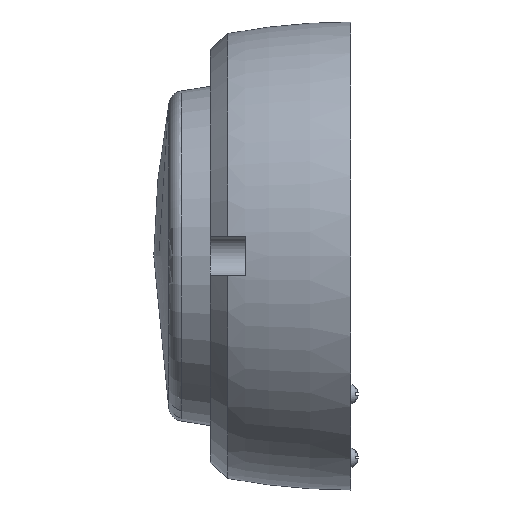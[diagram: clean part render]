
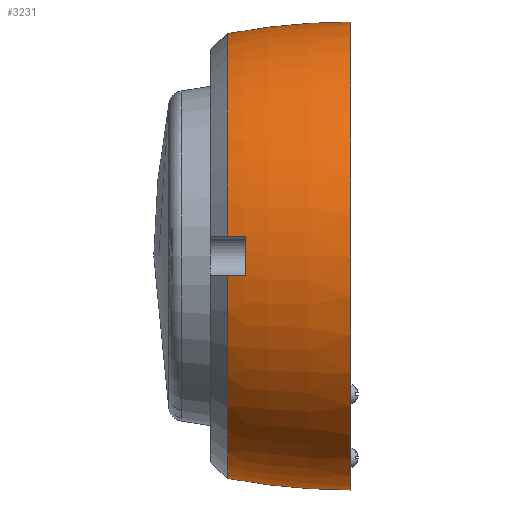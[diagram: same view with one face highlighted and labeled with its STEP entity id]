
A CAD part, left-side view. The second image highlights one B-rep face of the part: STEP entity #3231.
In plain terms, the highlighted toroidal (fillet/blend) face has major radius 86.654 mm and minor radius 134.154 mm.
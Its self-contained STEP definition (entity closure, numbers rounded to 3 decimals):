
#3 = ORIENTED_EDGE ( 'NONE', *, *, #339, .T. ) ;
#89 = CARTESIAN_POINT ( 'NONE',  ( -90.197, 23.801, 4. ) ) ;
#114 = VERTEX_POINT ( 'NONE', #3104 ) ;
#217 = DIRECTION ( 'NONE',  ( 0., 0., -1. ) ) ;
#267 = EDGE_CURVE ( 'NONE', #746, #767, #3889, .T. ) ;
#339 = EDGE_CURVE ( 'NONE', #4136, #114, #1415, .T. ) ;
#381 = AXIS2_PLACEMENT_3D ( 'NONE', #1151, #4060, #1580 ) ;
#393 = CARTESIAN_POINT ( 'NONE',  ( -90.087, 24.401, 4. ) ) ;
#446 = CARTESIAN_POINT ( 'NONE',  ( -89.972, 25., 4. ) ) ;
#504 = DIRECTION ( 'NONE',  ( -1., 0., 0. ) ) ;
#544 = VERTEX_POINT ( 'NONE', #2548 ) ;
#570 = EDGE_CURVE ( 'NONE', #2726, #2110, #2744, .T. ) ;
#595 = EDGE_CURVE ( 'NONE', #2726, #544, #1428, .T. ) ;
#605 = EDGE_CURVE ( 'NONE', #954, #767, #1745, .T. ) ;
#631 = EDGE_CURVE ( 'NONE', #4136, #954, #3451, .T. ) ;
#710 = EDGE_CURVE ( 'NONE', #114, #2110, #3792, .T. ) ;
#746 = VERTEX_POINT ( 'NONE', #4009 ) ;
#767 = VERTEX_POINT ( 'NONE', #3369 ) ;
#823 = CARTESIAN_POINT ( 'NONE',  ( -90.197, 23.799, -4. ) ) ;
#835 = CARTESIAN_POINT ( 'NONE',  ( -90.087, 24.401, -4. ) ) ;
#849 = ORIENTED_EDGE ( 'NONE', *, *, #1159, .T. ) ;
#943 = AXIS2_PLACEMENT_3D ( 'NONE', #1629, #4116, #2891 ) ;
#954 = VERTEX_POINT ( 'NONE', #2815 ) ;
#1108 = ORIENTED_EDGE ( 'NONE', *, *, #710, .T. ) ;
#1123 = CARTESIAN_POINT ( 'NONE',  ( -90.607, 21.4, -4. ) ) ;
#1151 = CARTESIAN_POINT ( 'NONE',  ( -45., 25., 0. ) ) ;
#1159 = EDGE_CURVE ( 'NONE', #544, #746, #3448, .T. ) ;
#1201 = CARTESIAN_POINT ( 'NONE',  ( -45., 0., 86.654 ) ) ;
#1245 = TOROIDAL_SURFACE ( 'NONE', #943, -86.654, 134.154 ) ;
#1307 = CARTESIAN_POINT ( 'NONE',  ( -89.972, 25., -4. ) ) ;
#1415 = CIRCLE ( 'NONE', #4845, 45.15 ) ;
#1428 = B_SPLINE_CURVE_WITH_KNOTS ( 'NONE', 3,
 ( #1123, #3131, #2994, #823, #835, #1307 ),
 .UNSPECIFIED., .F., .F.,
 ( 4, 2, 4 ),
 ( 0.453, 0.455, 0.457 ),
 .UNSPECIFIED. ) ;
#1502 = DIRECTION ( 'NONE',  ( 0., 0., -1. ) ) ;
#1510 = DIRECTION ( 'NONE',  ( 0., -1., 0. ) ) ;
#1565 = CARTESIAN_POINT ( 'NONE',  ( -45., 25., 0. ) ) ;
#1580 = DIRECTION ( 'NONE',  ( 0., 0., -1. ) ) ;
#1629 = CARTESIAN_POINT ( 'NONE',  ( -45., 0., 0. ) ) ;
#1745 = CIRCLE ( 'NONE', #4510, 47.5 ) ;
#1774 = EDGE_LOOP ( 'NONE', ( #2940, #5066, #849, #1961, #5182, #2086, #3, #1108 ) ) ;
#1961 = ORIENTED_EDGE ( 'NONE', *, *, #267, .T. ) ;
#2086 = ORIENTED_EDGE ( 'NONE', *, *, #631, .F. ) ;
#2110 = VERTEX_POINT ( 'NONE', #4076 ) ;
#2415 = AXIS2_PLACEMENT_3D ( 'NONE', #1201, #504, #217 ) ;
#2548 = CARTESIAN_POINT ( 'NONE',  ( -89.972, 25., -4. ) ) ;
#2592 = DIRECTION ( 'NONE',  ( 0., 0., 1. ) ) ;
#2726 = VERTEX_POINT ( 'NONE', #4499 ) ;
#2744 = CIRCLE ( 'NONE', #4226, 45.782 ) ;
#2815 = CARTESIAN_POINT ( 'NONE',  ( -45., 0., 47.5 ) ) ;
#2876 = DIRECTION ( 'NONE',  ( 0., 0., 1. ) ) ;
#2891 = DIRECTION ( 'NONE',  ( 0., 0., -1. ) ) ;
#2940 = ORIENTED_EDGE ( 'NONE', *, *, #570, .F. ) ;
#2994 = CARTESIAN_POINT ( 'NONE',  ( -90.408, 22.6, -4. ) ) ;
#3104 = CARTESIAN_POINT ( 'NONE',  ( -89.972, 25., 4. ) ) ;
#3118 = DIRECTION ( 'NONE',  ( 1., 0., 0. ) ) ;
#3131 = CARTESIAN_POINT ( 'NONE',  ( -90.51, 22., -4. ) ) ;
#3230 = CARTESIAN_POINT ( 'NONE',  ( -45., 0., -86.654 ) ) ;
#3231 = ADVANCED_FACE ( 'NONE', ( #3356 ), #1245, .T. ) ;
#3338 = CARTESIAN_POINT ( 'NONE',  ( -45., 21.4, 0. ) ) ;
#3356 = FACE_OUTER_BOUND ( 'NONE', #1774, .T. ) ;
#3369 = CARTESIAN_POINT ( 'NONE',  ( -45., 0., -47.5 ) ) ;
#3448 = CIRCLE ( 'NONE', #381, 45.15 ) ;
#3451 = CIRCLE ( 'NONE', #5001, 134.154 ) ;
#3792 = B_SPLINE_CURVE_WITH_KNOTS ( 'NONE', 3,
 ( #446, #393, #89, #4588, #4570, #4355 ),
 .UNSPECIFIED., .F., .F.,
 ( 4, 2, 4 ),
 ( 0.453, 0.455, 0.457 ),
 .UNSPECIFIED. ) ;
#3889 = CIRCLE ( 'NONE', #2415, 134.154 ) ;
#4009 = CARTESIAN_POINT ( 'NONE',  ( -45., 25., -45.15 ) ) ;
#4060 = DIRECTION ( 'NONE',  ( 0., -1., 0. ) ) ;
#4076 = CARTESIAN_POINT ( 'NONE',  ( -90.607, 21.4, 4. ) ) ;
#4116 = DIRECTION ( 'NONE',  ( 0., -1., 0. ) ) ;
#4136 = VERTEX_POINT ( 'NONE', #5236 ) ;
#4226 = AXIS2_PLACEMENT_3D ( 'NONE', #3338, #4876, #2592 ) ;
#4355 = CARTESIAN_POINT ( 'NONE',  ( -90.607, 21.4, 4. ) ) ;
#4499 = CARTESIAN_POINT ( 'NONE',  ( -90.607, 21.4, -4. ) ) ;
#4510 = AXIS2_PLACEMENT_3D ( 'NONE', #4846, #4632, #4593 ) ;
#4570 = CARTESIAN_POINT ( 'NONE',  ( -90.51, 22., 4. ) ) ;
#4588 = CARTESIAN_POINT ( 'NONE',  ( -90.408, 22.601, 4. ) ) ;
#4593 = DIRECTION ( 'NONE',  ( 0., 0., -1. ) ) ;
#4632 = DIRECTION ( 'NONE',  ( 0., -1., 0. ) ) ;
#4845 = AXIS2_PLACEMENT_3D ( 'NONE', #1565, #1510, #1502 ) ;
#4846 = CARTESIAN_POINT ( 'NONE',  ( -45., 0., 0. ) ) ;
#4876 = DIRECTION ( 'NONE',  ( 0., 1., 0. ) ) ;
#5001 = AXIS2_PLACEMENT_3D ( 'NONE', #3230, #3118, #2876 ) ;
#5066 = ORIENTED_EDGE ( 'NONE', *, *, #595, .T. ) ;
#5182 = ORIENTED_EDGE ( 'NONE', *, *, #605, .F. ) ;
#5236 = CARTESIAN_POINT ( 'NONE',  ( -45., 25., 45.15 ) ) ;
